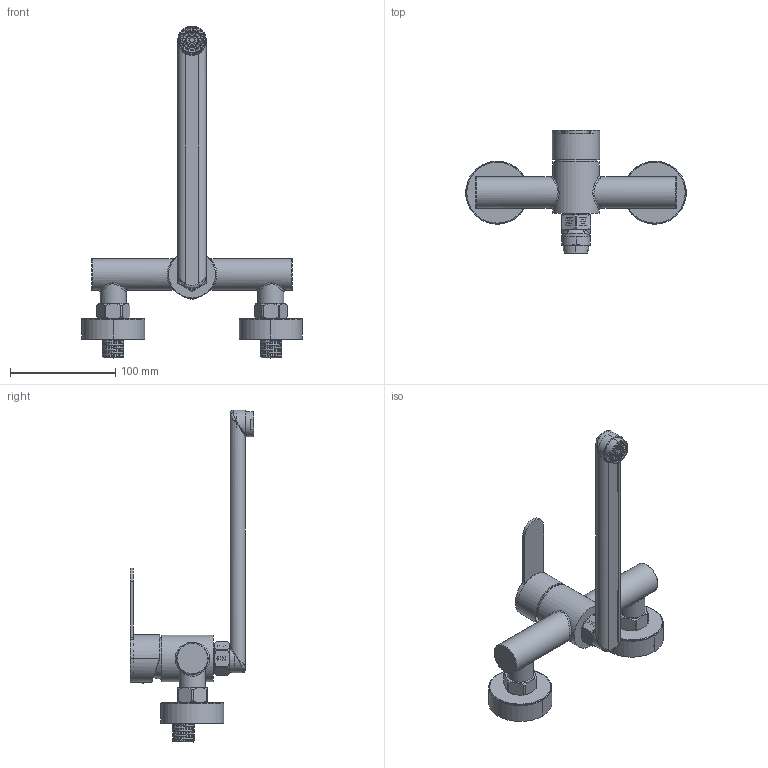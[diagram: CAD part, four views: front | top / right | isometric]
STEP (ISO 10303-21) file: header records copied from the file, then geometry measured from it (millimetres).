
FILE_DESCRIPTION(/* description */ (''),/* implementation_level */ '2;1');
FILE_NAME(/* name */ 'BLU_F80M.stp',/* time_stamp */ '2022-07-04T09:11:56+08:00',/* author */ (''),/* organization */ (''),/* preprocessor_version */ 'ST-DEVELOPER v16',/* originating_system */ 'SIEMENS PLM Software NX 10.0',/* authorisation */ '');
FILE_SCHEMA (('AP203_CONFIGURATION_CONTROLLED_3D_DESIGN_OF_MECHANICAL_PARTS_AND_ASSEMBLIES_MIM_LF { 1 0 10303 403 2 1 2}'));
Length unit declared in the file: millimetre
Products named in the file (1): Admi776CD82Ffljc
Bounding box: 210 x 117.65 x 316 mm (x, y, z)
Volume: 182063.1 mm3; surface area: 197253 mm2
Topology: 29 solids, 40 shells, 3007 faces, 7065 edges, 4521 vertices
Faces by surface type: cylinder 1385, plane 1038, bspline 216, cone 123, extrusion 108, torus 105, revolution 27, sphere 5
Full cylindrical faces by diameter (mm): 3.2 x1, 4.699 x2, 5.3 x2, 6 x5, 6.3 x1, 6.8 x1, 8 x3, 16.5 x2, 18.5 x1, 18.8 x2, 20 x1, 20.5 x1, 21 x2, 21.8 x2, 22 x2, 23.4 x1, 24.5 x2, 25 x2, 26 x1, 27 x2, 30 x2, 31 x1, 35 x1, 35.8 x1, 36 x1, 44.5 x1
Entity records: 126146 total; most frequent: CARTESIAN_POINT 59904, ORIENTED_EDGE 13880, DIRECTION 12879, EDGE_CURVE 6940, AXIS2_PLACEMENT_3D 4907, VERTEX_POINT 4481, EDGE_LOOP 3590, VECTOR 3038
